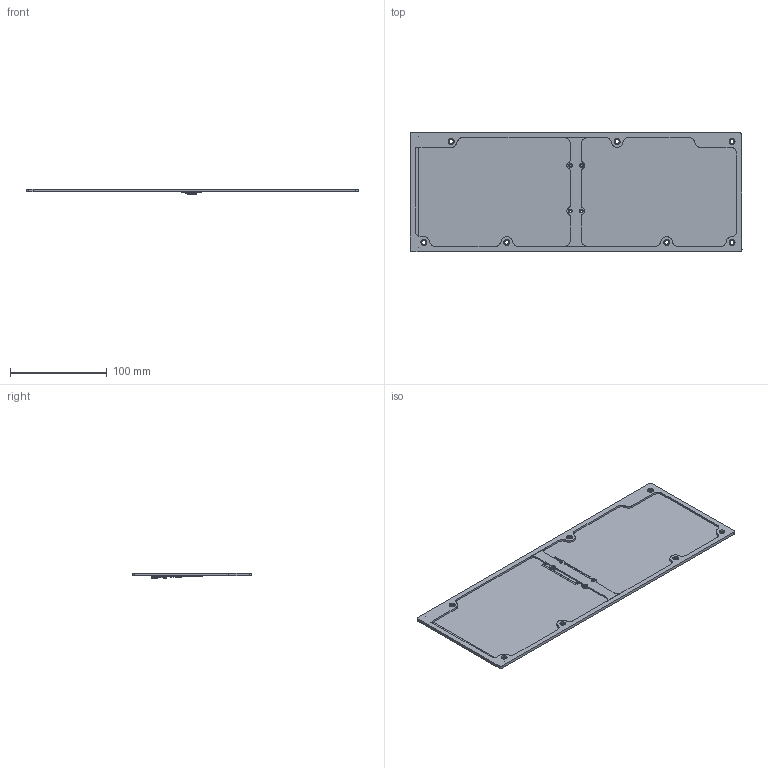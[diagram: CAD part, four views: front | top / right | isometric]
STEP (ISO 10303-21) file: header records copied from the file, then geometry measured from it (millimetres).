
FILE_DESCRIPTION(/* description */ ('','CAx-IF Rec.Pracs.---Representation and Presentation of Product Manufacturing Information (PMI)---4.0---2014-10-13'),/* implementation_level */ '2;1');
FILE_NAME(/* name */ 'Bottom Plate_v16.step',/* time_stamp */ '2025-03-01T16:57:19Z',/* author */ (''),/* organization */ (''),/* preprocessor_version */ 'ST-DEVELOPER v20',/* originating_system */ 'Autodesk Translation Framework v13.20.0.188',/* authorisation */ '');
FILE_SCHEMA (('AP242_MANAGED_MODEL_BASED_3D_ENGINEERING_MIM_LF { 1 0 10303 442 1 1 4 }'));
Products named in the file (46): Bottom Plate; Raspberry Pi Pico-R3; PCB, Raspberry Pi Pico-R3; MicroUSB Port, Raspberry Pi Pico-R3; RP2040 Microcontroller, Raspberry Pi Pico-R3; SW1, Tact Switch, Raspberry Pi Pico-R3; D1, Diode, Schottky, Raspberry Pi Pico-R3; D2, QSME-C194, LED, Raspberry Pi Pico-R3; L1, Inductor, Raspberry Pi Pico-R3; U2, RT6150B-33GQW, Buck Boost Converter, Raspberry Pi Pico-R3; U3, W25Q16JVUXIQ, Serial NOR Flash 16 Mbit, Raspberry Pi Pico-R3; Q1, MOSFET, DMG1012T, Raspberry Pi Pico-R3; X1, X12M000000S096, 12 Mhz Crystal Resonator, Raspberry Pi Pico-R3; SMD Resistor, Configurable, Raspberry Pi Pico-R3_R1; SMD Resistor, Configurable, Raspberry Pi Pico-R3_R2; SMD Resistor, Configurable, Raspberry Pi Pico-R3_R3; SMD Resistor, Configurable, Raspberry Pi Pico-R3_R4; SMD Resistor, Configurable, Raspberry Pi Pico-R3_R5; SMD Resistor, Configurable, Raspberry Pi Pico-R3_R6; SMD Resistor, Configurable, Raspberry Pi Pico-R3_R7; SMD Resistor, Configurable, Raspberry Pi Pico-R3_R8; SMD Resistor, Configurable, Raspberry Pi Pico-R3_R9; SMD Resistor, Configurable, Raspberry Pi Pico-R3_R10; SMD Resistor, Configurable, Raspberry Pi Pico-R3_R11; SMD Resistor, Configurable, Raspberry Pi Pico-R3_R12; SMD Resistor, Configurable, Raspberry Pi Pico-R3_R13; SMD Resistor, Configurable, Raspberry Pi Pico-R3_R14; SMD Resistor, Configurable, Raspberry Pi Pico-R3_R15; SMD Capacitor, Configurable, Raspberry Pi Pico-R3_C1; SMD Capacitor, Configurable, Raspberry Pi Pico-R3_C2; SMD Capacitor, Configurable, Raspberry Pi Pico-R3_C3; SMD Capacitor, Configurable, Raspberry Pi Pico-R3_C4; SMD Capacitor, Configurable, Raspberry Pi Pico-R3_C5; SMD Capacitor, Configurable, Raspberry Pi Pico-R3_C6; SMD Capacitor, Configurable, Raspberry Pi Pico-R3_C7; SMD Capacitor, Configurable, Raspberry Pi Pico-R3_C8; SMD Capacitor, Configurable, Raspberry Pi Pico-R3_C9; SMD Capacitor, Configurable, Raspberry Pi Pico-R3_C10; SMD Capacitor, Configurable, Raspberry Pi Pico-R3_C11; SMD Capacitor, Configurable, Raspberry Pi Pico-R3_C12 ...
Assembly tree (45 placements, depth 3):
  Bottom Plate
    Raspberry Pi Pico-R3
      PCB, Raspberry Pi Pico-R3
      MicroUSB Port, Raspberry Pi Pico-R3
      RP2040 Microcontroller, Raspberry Pi Pico-R3
      SW1, Tact Switch, Raspberry Pi Pico-R3
      D1, Diode, Schottky, Raspberry Pi Pico-R3
      D2, QSME-C194, LED, Raspberry Pi Pico-R3
      L1, Inductor, Raspberry Pi Pico-R3
      U2, RT6150B-33GQW, Buck Boost Converter, Raspberry Pi Pico-R3
      U3, W25Q16JVUXIQ, Serial NOR Flash 16 Mbit, Raspberry Pi Pico-R3
      Q1, MOSFET, DMG1012T, Raspberry Pi Pico-R3
      X1, X12M000000S096, 12 Mhz Crystal Resonator, Raspberry Pi Pico-R3
      SMD Resistor, Configurable, Raspberry Pi Pico-R3_R1
      SMD Resistor, Configurable, Raspberry Pi Pico-R3_R2
      SMD Resistor, Configurable, Raspberry Pi Pico-R3_R3
      SMD Resistor, Configurable, Raspberry Pi Pico-R3_R4
      SMD Resistor, Configurable, Raspberry Pi Pico-R3_R5
      SMD Resistor, Configurable, Raspberry Pi Pico-R3_R6
      SMD Resistor, Configurable, Raspberry Pi Pico-R3_R7
      SMD Resistor, Configurable, Raspberry Pi Pico-R3_R8
      SMD Resistor, Configurable, Raspberry Pi Pico-R3_R9
      SMD Resistor, Configurable, Raspberry Pi Pico-R3_R10
      SMD Resistor, Configurable, Raspberry Pi Pico-R3_R11
      SMD Resistor, Configurable, Raspberry Pi Pico-R3_R12
      SMD Resistor, Configurable, Raspberry Pi Pico-R3_R13
      SMD Resistor, Configurable, Raspberry Pi Pico-R3_R14
      SMD Resistor, Configurable, Raspberry Pi Pico-R3_R15
      SMD Capacitor, Configurable, Raspberry Pi Pico-R3_C1
      SMD Capacitor, Configurable, Raspberry Pi Pico-R3_C2
      SMD Capacitor, Configurable, Raspberry Pi Pico-R3_C3
      SMD Capacitor, Configurable, Raspberry Pi Pico-R3_C4
      SMD Capacitor, Configurable, Raspberry Pi Pico-R3_C5
      SMD Capacitor, Configurable, Raspberry Pi Pico-R3_C6
      SMD Capacitor, Configurable, Raspberry Pi Pico-R3_C7
      SMD Capacitor, Configurable, Raspberry Pi Pico-R3_C8
      SMD Capacitor, Configurable, Raspberry Pi Pico-R3_C9
      SMD Capacitor, Configurable, Raspberry Pi Pico-R3_C10
      SMD Capacitor, Configurable, Raspberry Pi Pico-R3_C11
      SMD Capacitor, Configurable, Raspberry Pi Pico-R3_C12
      SMD Capacitor, Configurable, Raspberry Pi Pico-R3_C13
      SMD Capacitor, Configurable, Raspberry Pi Pico-R3_C14
      SMD Capacitor, Configurable, Raspberry Pi Pico-R3_C15
      SMD Capacitor, Configurable, Raspberry Pi Pico-R3_C16
      SMD Capacitor, Configurable, Raspberry Pi Pico-R3_C17
      SMD Capacitor, Configurable, Raspberry Pi Pico-R3_C18
Bounding box: 343.14 x 123.3 x 6.19 mm (x, y, z)
Volume: 57897.5 mm3; surface area: 92979.5 mm2
Topology: 117 solids, 117 shells, 2360 faces, 5721 edges, 3580 vertices
Faces by surface type: plane 1282, cylinder 740, torus 242, bspline 72, sphere 24
Full cylindrical faces by diameter (mm): 1 x43, 2.1 x4, 2.4 x4, 3.8 x8, 4 x11, 6.1 x7
Entity records: 72179 total; most frequent: CARTESIAN_POINT 14001, DIRECTION 12060, ORIENTED_EDGE 11400, EDGE_CURVE 5700, AXIS2_PLACEMENT_3D 4119, LINE 3822, VECTOR 3822, VERTEX_POINT 3580
